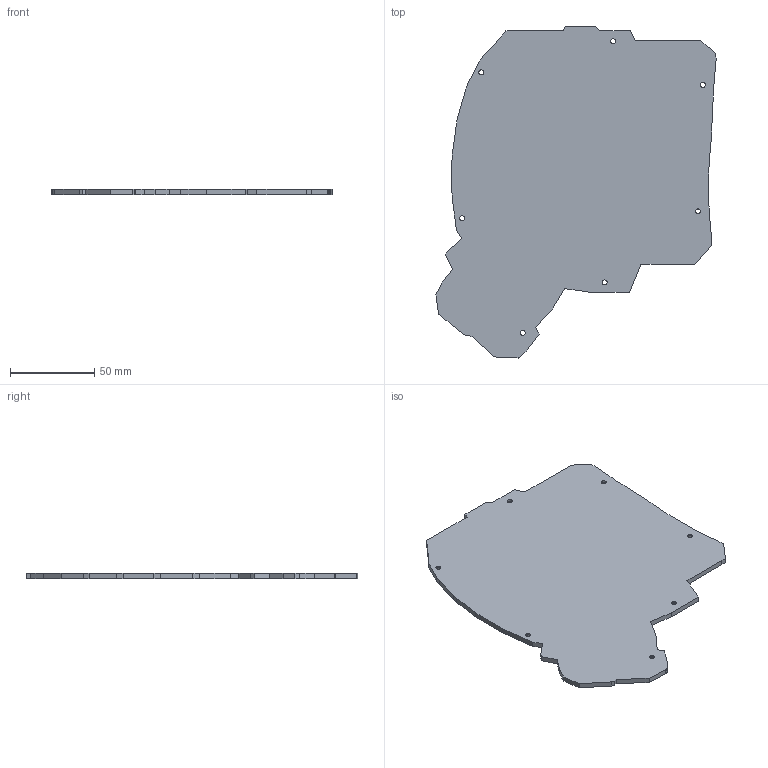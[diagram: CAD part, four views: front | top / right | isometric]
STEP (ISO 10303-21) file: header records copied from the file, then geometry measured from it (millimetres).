
FILE_DESCRIPTION(('Open CASCADE Model'),'2;1');
FILE_NAME('Open CASCADE Shape Model','2025-03-27T17:47:06',('Author'),( 'Open CASCADE'),'Open CASCADE STEP processor 7.7','Open CASCADE 7.7' ,'Unknown');
FILE_SCHEMA(('AUTOMOTIVE_DESIGN { 1 0 10303 214 1 1 1 1 }'));
Length unit declared in the file: millimetre
Products named in the file (1): Open CASCADE STEP translator 7.7 262
Bounding box: 166.71 x 197.5 x 3 mm (x, y, z)
Volume: 72162.1 mm3; surface area: 50303.8 mm2
Topology: 1 solids, 1 shells, 75 faces, 212 edges, 139 vertices
Faces by surface type: plane 61, cone 7, cylinder 7
Full cylindrical faces by diameter (mm): 3 x7
Entity records: 5185 total; most frequent: CARTESIAN_POINT 851, DIRECTION 809, LINE 601, VECTOR 601, ORIENTED_EDGE 424, PCURVE 424, DEFINITIONAL_REPRESENTATION 424, EDGE_CURVE 212
